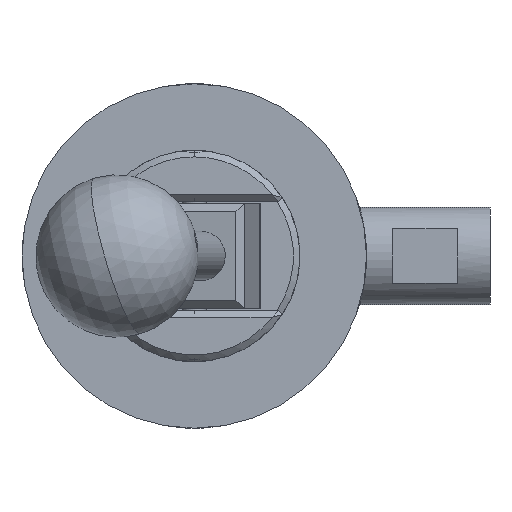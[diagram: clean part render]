
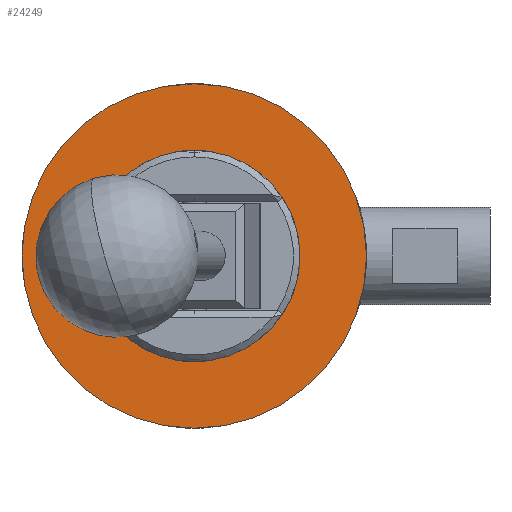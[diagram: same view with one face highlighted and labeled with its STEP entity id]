
A CAD part, front view. The second image highlights one B-rep face of the part: STEP entity #24249.
In plain terms, the highlighted planar face has unit normal (0, -1, 0).
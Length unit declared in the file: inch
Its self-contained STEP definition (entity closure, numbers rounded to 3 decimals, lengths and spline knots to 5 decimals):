
#439 = EDGE_CURVE ( 'NONE', #15447, #34534, #572, .T. ) ;
#572 = CIRCLE ( 'NONE', #18435, 0.46 ) ;
#2495 = CIRCLE ( 'NONE', #5383, 1.325 ) ;
#3641 = FACE_BOUND ( 'NONE', #7406, .T. ) ;
#3730 = CARTESIAN_POINT ( 'NONE',  ( 0., -1.1875, 1.325 ) ) ;
#4230 = CARTESIAN_POINT ( 'NONE',  ( 0., -1.1875, 0.46 ) ) ;
#4328 = DIRECTION ( 'NONE',  ( 0., 1., 0. ) ) ;
#5383 = AXIS2_PLACEMENT_3D ( 'NONE', #13181, #4328, #18189 ) ;
#5813 = VERTEX_POINT ( 'NONE', #3730 ) ;
#5907 = CARTESIAN_POINT ( 'NONE',  ( 0., -1.1875, 0. ) ) ;
#6169 = CARTESIAN_POINT ( 'NONE',  ( -1.325, -1.1875, 0. ) ) ;
#7406 = EDGE_LOOP ( 'NONE', ( #18728, #23143 ) ) ;
#8940 = DIRECTION ( 'NONE',  ( 0., 0., -1. ) ) ;
#9295 = PLANE ( 'NONE',  #10465 ) ;
#10465 = AXIS2_PLACEMENT_3D ( 'NONE', #6169, #28546, #8940 ) ;
#13181 = CARTESIAN_POINT ( 'NONE',  ( 0., -1.1875, 0. ) ) ;
#14499 = CARTESIAN_POINT ( 'NONE',  ( 0., -1.1875, -1.325 ) ) ;
#15326 = CARTESIAN_POINT ( 'NONE',  ( 0., -1.1875, -0.46 ) ) ;
#15447 = VERTEX_POINT ( 'NONE', #4230 ) ;
#15637 = ORIENTED_EDGE ( 'NONE', *, *, #16123, .F. ) ;
#16123 = EDGE_CURVE ( 'NONE', #21427, #5813, #2495, .T. ) ;
#17392 = CARTESIAN_POINT ( 'NONE',  ( 0., -1.1875, 0. ) ) ;
#17515 = FACE_OUTER_BOUND ( 'NONE', #35082, .T. ) ;
#17906 = EDGE_CURVE ( 'NONE', #34534, #15447, #32053, .T. ) ;
#18169 = AXIS2_PLACEMENT_3D ( 'NONE', #17392, #22477, #28420 ) ;
#18189 = DIRECTION ( 'NONE',  ( 0., 0., -1. ) ) ;
#18435 = AXIS2_PLACEMENT_3D ( 'NONE', #35285, #26794, #18991 ) ;
#18728 = ORIENTED_EDGE ( 'NONE', *, *, #17906, .T. ) ;
#18991 = DIRECTION ( 'NONE',  ( 0., 0., -1. ) ) ;
#21427 = VERTEX_POINT ( 'NONE', #14499 ) ;
#22477 = DIRECTION ( 'NONE',  ( 0., 1., 0. ) ) ;
#23143 = ORIENTED_EDGE ( 'NONE', *, *, #439, .T. ) ;
#23458 = ORIENTED_EDGE ( 'NONE', *, *, #33332, .F. ) ;
#24249 = ADVANCED_FACE ( 'NONE', ( #3641, #17515 ), #9295, .F. ) ;
#26794 = DIRECTION ( 'NONE',  ( 0., 1., 0. ) ) ;
#27195 = DIRECTION ( 'NONE',  ( 0., 0., -1. ) ) ;
#28420 = DIRECTION ( 'NONE',  ( 0., 0., -1. ) ) ;
#28546 = DIRECTION ( 'NONE',  ( 0., 1., 0. ) ) ;
#29187 = AXIS2_PLACEMENT_3D ( 'NONE', #5907, #32631, #27195 ) ;
#32053 = CIRCLE ( 'NONE', #29187, 0.46 ) ;
#32631 = DIRECTION ( 'NONE',  ( 0., 1., 0. ) ) ;
#33332 = EDGE_CURVE ( 'NONE', #5813, #21427, #33768, .T. ) ;
#33768 = CIRCLE ( 'NONE', #18169, 1.325 ) ;
#34534 = VERTEX_POINT ( 'NONE', #15326 ) ;
#35082 = EDGE_LOOP ( 'NONE', ( #15637, #23458 ) ) ;
#35285 = CARTESIAN_POINT ( 'NONE',  ( 0., -1.1875, 0. ) ) ;
